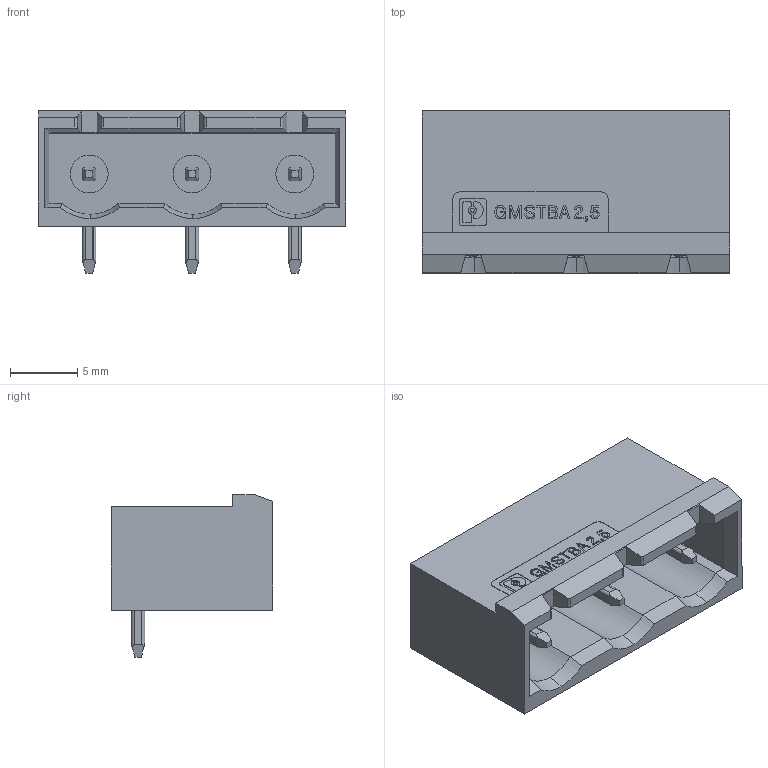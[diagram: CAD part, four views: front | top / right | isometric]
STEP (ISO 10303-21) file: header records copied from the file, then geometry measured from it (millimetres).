
FILE_DESCRIPTION(('STEP AP242'),'1');
FILE_NAME('1728866.stp','2025-01-27T18:18:43',('TraceParts'),('TraceParts S.A.'),'Spatial InterOp 3D',' ',' ');
FILE_SCHEMA(('AP242_MANAGED_MODEL_BASED_3D_ENGINEERING_MIM_LF {1 0 10303 442 1 1 4}'));
Length unit declared in the file: millimetre
Products named in the file (1): 1728866_1
Bounding box: 22.81 x 12 x 12.07 mm (x, y, z)
Volume: 1131.7 mm3; surface area: 1844.2 mm2
Topology: 4 solids, 4 shells, 657 faces, 1863 edges, 1226 vertices
Faces by surface type: plane 512, cylinder 104, extrusion 17, bspline 12, sphere 6, cone 6
Entity records: 37093 total; most frequent: CARTESIAN_POINT 12359, ORIENTED_EDGE 3714, DIRECTION 3280, EDGE_CURVE 1857, VECTOR 1564, LINE 1547, VERTEX_POINT 1226, STYLED_ITEM 1134
